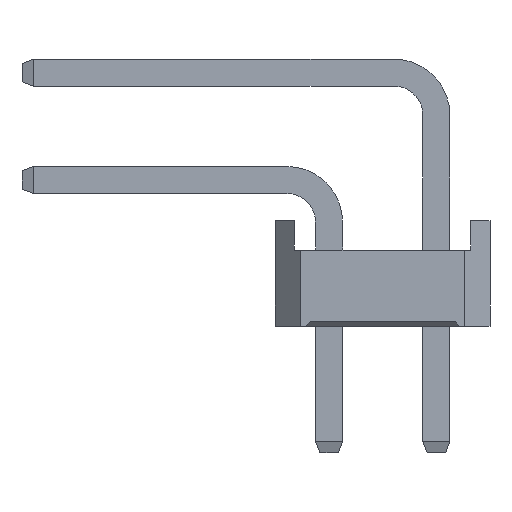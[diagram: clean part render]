
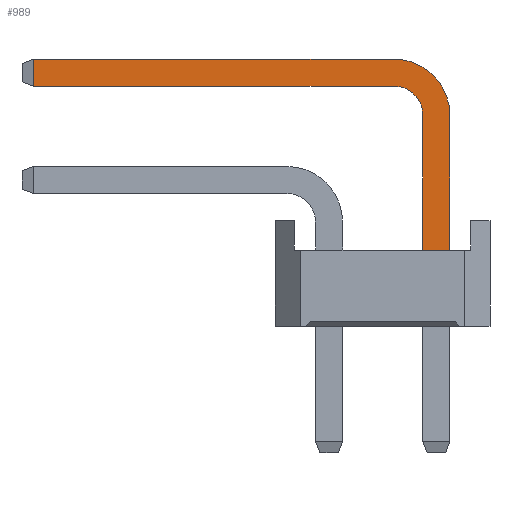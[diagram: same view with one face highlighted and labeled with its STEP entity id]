
A CAD part, left-side view. The second image highlights one B-rep face of the part: STEP entity #989.
In plain terms, the highlighted planar face has unit normal (-1, 0, 0).
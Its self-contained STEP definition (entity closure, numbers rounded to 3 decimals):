
#989=ADVANCED_FACE('',(#3006),#3008,.T.);
#3006=FACE_BOUND('',#3007,.T.);
#3007=EDGE_LOOP('',(#4599,#4600,#4601,#4602,#4603,#4604,#4605,#4606));
#3008=PLANE('',#3009);
#3009=AXIS2_PLACEMENT_3D('',#3010,#3011,#3012);
#3010=CARTESIAN_POINT('',(-0.32,-2.22,-3.));
#3011=DIRECTION('',(-1.,0.,0.));
#3012=DIRECTION('',(0.,-1.,0.));
#4599=ORIENTED_EDGE('',*,*,#5570,.F.);
#4600=ORIENTED_EDGE('',*,*,#5571,.F.);
#4601=ORIENTED_EDGE('',*,*,#5572,.F.);
#4602=ORIENTED_EDGE('',*,*,#5573,.F.);
#4603=ORIENTED_EDGE('',*,*,#5305,.T.);
#4604=ORIENTED_EDGE('',*,*,#5569,.T.);
#4605=ORIENTED_EDGE('',*,*,#5574,.T.);
#4606=ORIENTED_EDGE('',*,*,#5575,.T.);
#5305=EDGE_CURVE('',#6030,#6028,#6031,.T.);
#5569=EDGE_CURVE('',#6028,#6444,#6446,.T.);
#5570=EDGE_CURVE('',#6447,#6448,#6449,.T.);
#5571=EDGE_CURVE('',#6450,#6447,#6451,.T.);
#5572=EDGE_CURVE('',#6452,#6450,#6453,.T.);
#5573=EDGE_CURVE('',#6030,#6452,#6454,.T.);
#5574=EDGE_CURVE('',#6444,#6455,#6456,.T.);
#5575=EDGE_CURVE('',#6455,#6448,#6457,.T.);
#6028=VERTEX_POINT('',#7252);
#6030=VERTEX_POINT('',#7256);
#6031=LINE('',#7257,#7258);
#6444=VERTEX_POINT('',#8214);
#6446=LINE('',#8218,#8219);
#6447=VERTEX_POINT('',#8221);
#6448=VERTEX_POINT('',#8222);
#6449=LINE('',#8223,#8224);
#6450=VERTEX_POINT('',#8226);
#6451=LINE('',#8227,#8228);
#6452=VERTEX_POINT('',#8230);
#6453=CIRCLE('',#8231,0.68);
#6454=LINE('',#8235,#8236);
#6455=VERTEX_POINT('',#8238);
#6456=CIRCLE('',#8239,1.32);
#6457=LINE('',#8243,#8244);
#7252=CARTESIAN_POINT('',(-0.32,-2.86,1.8));
#7256=CARTESIAN_POINT('',(-0.32,-2.22,1.8));
#7257=CARTESIAN_POINT('',(-0.32,-2.22,1.8));
#7258=VECTOR('',#7259,1.);
#7259=DIRECTION('',(0.,-1.,0.));
#8214=CARTESIAN_POINT('',(-0.32,-2.86,5.));
#8218=CARTESIAN_POINT('',(-0.32,-2.86,1.8));
#8219=VECTOR('',#8220,1.);
#8220=DIRECTION('',(0.,0.,1.));
#8221=CARTESIAN_POINT('',(-0.32,6.995,5.68));
#8222=CARTESIAN_POINT('',(-0.32,6.995,6.32));
#8223=CARTESIAN_POINT('',(-0.32,6.995,5.68));
#8224=VECTOR('',#8225,1.);
#8225=DIRECTION('',(0.,0.,1.));
#8226=CARTESIAN_POINT('',(-0.32,-1.54,5.68));
#8227=CARTESIAN_POINT('',(-0.32,-1.54,5.68));
#8228=VECTOR('',#8229,1.);
#8229=DIRECTION('',(0.,1.,0.));
#8230=CARTESIAN_POINT('',(-0.32,-2.22,5.));
#8231=AXIS2_PLACEMENT_3D('',#8232,#8233,#8234);
#8232=CARTESIAN_POINT('',(-0.32,-1.54,5.));
#8233=DIRECTION('',(-1.,-0.,0.));
#8234=DIRECTION('',(0.,-1.,0.));
#8235=CARTESIAN_POINT('',(-0.32,-2.22,1.8));
#8236=VECTOR('',#8237,1.);
#8237=DIRECTION('',(0.,0.,1.));
#8238=CARTESIAN_POINT('',(-0.32,-1.54,6.32));
#8239=AXIS2_PLACEMENT_3D('',#8240,#8241,#8242);
#8240=CARTESIAN_POINT('',(-0.32,-1.54,5.));
#8241=DIRECTION('',(-1.,-0.,0.));
#8242=DIRECTION('',(0.,-1.,0.));
#8243=CARTESIAN_POINT('',(-0.32,-1.54,6.32));
#8244=VECTOR('',#8245,1.);
#8245=DIRECTION('',(0.,1.,0.));
